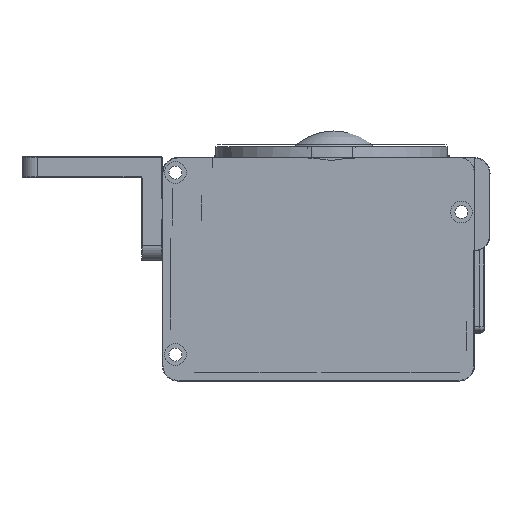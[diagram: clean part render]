
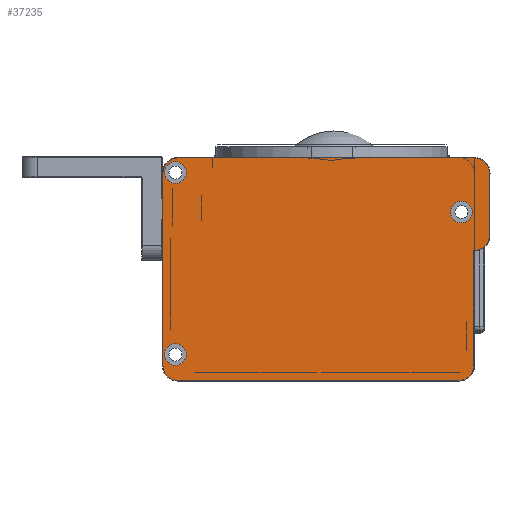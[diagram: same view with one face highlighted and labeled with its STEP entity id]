
A CAD part, front view. The second image highlights one B-rep face of the part: STEP entity #37235.
In plain terms, the highlighted planar face has unit normal (0, -1, 0).
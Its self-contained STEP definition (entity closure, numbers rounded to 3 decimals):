
#958=FACE_BOUND('',#5339,.T.);
#959=FACE_BOUND('',#5340,.T.);
#960=FACE_BOUND('',#5341,.T.);
#2179=PLANE('',#39405);
#3671=FACE_OUTER_BOUND('',#5338,.T.);
#5338=EDGE_LOOP('',(#33619,#33620,#33621,#33622,#33623,#33624,#33625,#33626,
#33627,#33628));
#5339=EDGE_LOOP('',(#33629));
#5340=EDGE_LOOP('',(#33630));
#5341=EDGE_LOOP('',(#33631));
#6174=CIRCLE('',#39406,2.9);
#6175=CIRCLE('',#39407,2.9);
#6176=CIRCLE('',#39408,2.9);
#6177=CIRCLE('',#39409,2.9);
#6178=CIRCLE('',#39410,2.9);
#6179=CIRCLE('',#39411,2.1);
#6180=CIRCLE('',#39412,2.1);
#6181=CIRCLE('',#39413,2.1);
#9672=LINE('',#60575,#14351);
#9673=LINE('',#60579,#14352);
#9674=LINE('',#60583,#14353);
#9675=LINE('',#60587,#14354);
#9676=LINE('',#60590,#14355);
#14351=VECTOR('',#46975,12.);
#14352=VECTOR('',#46978,57.);
#14353=VECTOR('',#46981,37.);
#14354=VECTOR('',#46984,54.);
#14355=VECTOR('',#46987,22.102);
#18375=VERTEX_POINT('',#60571);
#18376=VERTEX_POINT('',#60572);
#18377=VERTEX_POINT('',#60574);
#18378=VERTEX_POINT('',#60576);
#18379=VERTEX_POINT('',#60578);
#18380=VERTEX_POINT('',#60580);
#18381=VERTEX_POINT('',#60582);
#18382=VERTEX_POINT('',#60584);
#18383=VERTEX_POINT('',#60586);
#18384=VERTEX_POINT('',#60588);
#18385=VERTEX_POINT('',#60591);
#18386=VERTEX_POINT('',#60593);
#18387=VERTEX_POINT('',#60595);
#24138=EDGE_CURVE('',#18375,#18376,#6174,.T.);
#24139=EDGE_CURVE('',#18376,#18377,#9672,.T.);
#24140=EDGE_CURVE('',#18377,#18378,#6175,.T.);
#24141=EDGE_CURVE('',#18378,#18379,#9673,.T.);
#24142=EDGE_CURVE('',#18379,#18380,#6176,.T.);
#24143=EDGE_CURVE('',#18380,#18381,#9674,.T.);
#24144=EDGE_CURVE('',#18381,#18382,#6177,.T.);
#24145=EDGE_CURVE('',#18382,#18383,#9675,.T.);
#24146=EDGE_CURVE('',#18383,#18384,#6178,.T.);
#24147=EDGE_CURVE('',#18384,#18375,#9676,.T.);
#24148=EDGE_CURVE('',#18385,#18385,#6179,.T.);
#24149=EDGE_CURVE('',#18386,#18386,#6180,.T.);
#24150=EDGE_CURVE('',#18387,#18387,#6181,.T.);
#33619=ORIENTED_EDGE('',*,*,#24138,.T.);
#33620=ORIENTED_EDGE('',*,*,#24139,.T.);
#33621=ORIENTED_EDGE('',*,*,#24140,.T.);
#33622=ORIENTED_EDGE('',*,*,#24141,.T.);
#33623=ORIENTED_EDGE('',*,*,#24142,.T.);
#33624=ORIENTED_EDGE('',*,*,#24143,.T.);
#33625=ORIENTED_EDGE('',*,*,#24144,.T.);
#33626=ORIENTED_EDGE('',*,*,#24145,.T.);
#33627=ORIENTED_EDGE('',*,*,#24146,.T.);
#33628=ORIENTED_EDGE('',*,*,#24147,.T.);
#33629=ORIENTED_EDGE('',*,*,#24148,.F.);
#33630=ORIENTED_EDGE('',*,*,#24149,.F.);
#33631=ORIENTED_EDGE('',*,*,#24150,.F.);
#37235=ADVANCED_FACE('',(#3671,#958,#959,#960),#2179,.F.);
#39405=AXIS2_PLACEMENT_3D('',#60570,#46971,#46972);
#39406=AXIS2_PLACEMENT_3D('',#60573,#46973,#46974);
#39407=AXIS2_PLACEMENT_3D('',#60577,#46976,#46977);
#39408=AXIS2_PLACEMENT_3D('',#60581,#46979,#46980);
#39409=AXIS2_PLACEMENT_3D('',#60585,#46982,#46983);
#39410=AXIS2_PLACEMENT_3D('',#60589,#46985,#46986);
#39411=AXIS2_PLACEMENT_3D('',#60592,#46988,#46989);
#39412=AXIS2_PLACEMENT_3D('',#60594,#46990,#46991);
#39413=AXIS2_PLACEMENT_3D('',#60596,#46992,#46993);
#46971=DIRECTION('center_axis',(0.,1.,0.));
#46972=DIRECTION('ref_axis',(-1.,0.,0.));
#46973=DIRECTION('center_axis',(0.,-1.,0.));
#46974=DIRECTION('ref_axis',(0.707,0.,-0.707));
#46975=DIRECTION('',(0.,0.,1.));
#46976=DIRECTION('center_axis',(0.,-1.,0.));
#46977=DIRECTION('ref_axis',(0.707,0.,0.707));
#46978=DIRECTION('',(-1.,0.,0.));
#46979=DIRECTION('center_axis',(0.,-1.,0.));
#46980=DIRECTION('ref_axis',(-0.707,0.,0.707));
#46981=DIRECTION('',(0.,0.,-1.));
#46982=DIRECTION('center_axis',(0.,-1.,0.));
#46983=DIRECTION('ref_axis',(-0.707,0.,-0.707));
#46984=DIRECTION('',(1.,0.,0.));
#46985=DIRECTION('center_axis',(0.,-1.,0.));
#46986=DIRECTION('ref_axis',(0.707,0.,-0.707));
#46987=DIRECTION('',(0.,0.,1.));
#46988=DIRECTION('center_axis',(0.,-1.,0.));
#46989=DIRECTION('ref_axis',(-1.,0.,0.));
#46990=DIRECTION('center_axis',(0.,-1.,0.));
#46991=DIRECTION('ref_axis',(-1.,0.,0.));
#46992=DIRECTION('center_axis',(0.,-1.,0.));
#46993=DIRECTION('ref_axis',(-1.,0.,0.));
#60570=CARTESIAN_POINT('Origin',(-0.1,-52.,20.4));
#60571=CARTESIAN_POINT('',(29.8,-52.,24.002));
#60572=CARTESIAN_POINT('',(32.8,-52.,26.9));
#60573=CARTESIAN_POINT('Origin',(29.9,-52.,26.9));
#60574=CARTESIAN_POINT('',(32.8,-52.,38.9));
#60575=CARTESIAN_POINT('',(32.8,-52.,22.15));
#60576=CARTESIAN_POINT('',(29.9,-52.,41.8));
#60577=CARTESIAN_POINT('Origin',(29.9,-52.,38.9));
#60578=CARTESIAN_POINT('',(-27.1,-52.,41.8));
#60579=CARTESIAN_POINT('',(-15.1,-52.,41.8));
#60580=CARTESIAN_POINT('',(-30.,-52.,38.9));
#60581=CARTESIAN_POINT('Origin',(-27.1,-52.,38.9));
#60582=CARTESIAN_POINT('',(-30.,-52.,1.9));
#60583=CARTESIAN_POINT('',(-30.,-52.,9.65));
#60584=CARTESIAN_POINT('',(-27.1,-52.,-1.));
#60585=CARTESIAN_POINT('Origin',(-27.1,-52.,1.9));
#60586=CARTESIAN_POINT('',(26.9,-52.,-1.));
#60587=CARTESIAN_POINT('',(14.9,-52.,-1.));
#60588=CARTESIAN_POINT('',(29.8,-52.,1.9));
#60589=CARTESIAN_POINT('Origin',(26.9,-52.,1.9));
#60590=CARTESIAN_POINT('',(29.8,-52.,31.15));
#60591=CARTESIAN_POINT('',(-29.7,-52.,4.));
#60592=CARTESIAN_POINT('Origin',(-27.6,-52.,4.));
#60593=CARTESIAN_POINT('',(25.3,-52.,31.4));
#60594=CARTESIAN_POINT('Origin',(27.4,-52.,31.4));
#60595=CARTESIAN_POINT('',(-29.7,-52.,39.));
#60596=CARTESIAN_POINT('Origin',(-27.6,-52.,39.));
